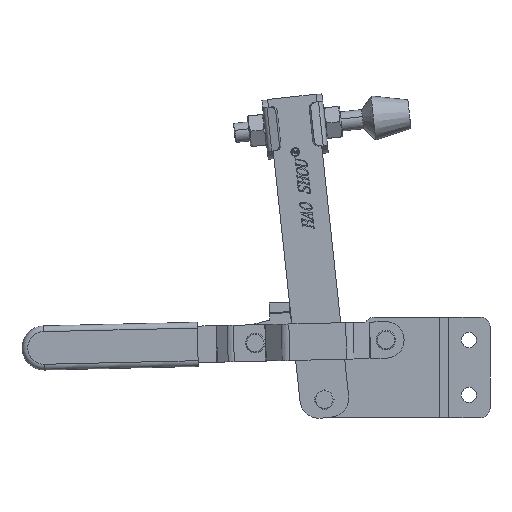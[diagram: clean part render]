
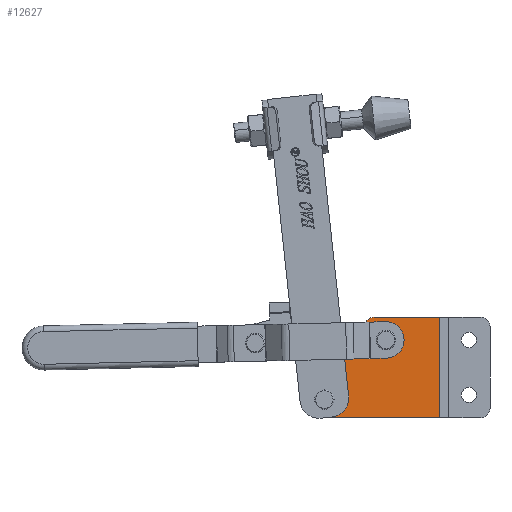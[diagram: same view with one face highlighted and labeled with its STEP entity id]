
A CAD part, left-side view. The second image highlights one B-rep face of the part: STEP entity #12627.
In plain terms, the highlighted planar face has unit normal (-1, 0, 0).
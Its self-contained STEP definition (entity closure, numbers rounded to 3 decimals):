
#934 = ORIENTED_EDGE ( 'NONE', *, *, #25658, .T. ) ;
#935 = ORIENTED_EDGE ( 'NONE', *, *, #25546, .T. ) ;
#936 = ORIENTED_EDGE ( 'NONE', *, *, #25656, .T. ) ;
#937 = ORIENTED_EDGE ( 'NONE', *, *, #25553, .T. ) ;
#938 = ORIENTED_EDGE ( 'NONE', *, *, #25665, .F. ) ;
#939 = ORIENTED_EDGE ( 'NONE', *, *, #25666, .F. ) ;
#940 = ORIENTED_EDGE ( 'NONE', *, *, #25646, .T. ) ;
#941 = ORIENTED_EDGE ( 'NONE', *, *, #25653, .T. ) ;
#942 = ORIENTED_EDGE ( 'NONE', *, *, #25654, .T. ) ;
#943 = ORIENTED_EDGE ( 'NONE', *, *, #25562, .T. ) ;
#944 = ORIENTED_EDGE ( 'NONE', *, *, #25664, .T. ) ;
#1929 = VERTEX_POINT ( 'NONE', #23291 ) ;
#1935 = VERTEX_POINT ( 'NONE', #23297 ) ;
#1938 = VERTEX_POINT ( 'NONE', #23300 ) ;
#1955 = VERTEX_POINT ( 'NONE', #23317 ) ;
#2048 = VERTEX_POINT ( 'NONE', #23410 ) ;
#2072 = VERTEX_POINT ( 'NONE', #23434 ) ;
#2082 = VERTEX_POINT ( 'NONE', #23444 ) ;
#2091 = VERTEX_POINT ( 'NONE', #23453 ) ;
#2094 = VERTEX_POINT ( 'NONE', #23456 ) ;
#2283 = VERTEX_POINT ( 'NONE', #13031 ) ;
#2299 = VERTEX_POINT ( 'NONE', #13030 ) ;
#3470 = EDGE_LOOP ( 'NONE', ( #938, #939, #940, #941, #942, #943, #944 ) ) ;
#3471 = EDGE_LOOP ( 'NONE', ( #936, #937 ) ) ;
#3472 = EDGE_LOOP ( 'NONE', ( #934, #935 ) ) ;
#8868 = CARTESIAN_POINT ( 'NONE',  ( 0., 60.5, 9.5 ) ) ;
#8869 = DIRECTION ( 'NONE',  ( 1., 0., 0. ) ) ;
#8871 = DIRECTION ( 'NONE',  ( 0., 1., 0. ) ) ;
#8885 = CARTESIAN_POINT ( 'NONE',  ( 0., 28.5, 40.5 ) ) ;
#8886 = DIRECTION ( 'NONE',  ( 1., 0., 0. ) ) ;
#8887 = DIRECTION ( 'NONE',  ( 0., 1., 0. ) ) ;
#8904 = CARTESIAN_POINT ( 'NONE',  ( 0., 60.5, 9.5 ) ) ;
#8905 = DIRECTION ( 'NONE',  ( -1., 0., 0. ) ) ;
#8906 = DIRECTION ( 'NONE',  ( 0., 1., 0. ) ) ;
#9075 = CARTESIAN_POINT ( 'NONE',  ( 0., 34.572, 47.4 ) ) ;
#9077 = DIRECTION ( 'NONE',  ( -1., 0., 0. ) ) ;
#9079 = DIRECTION ( 'NONE',  ( 0., 1., 0. ) ) ;
#9085 = CARTESIAN_POINT ( 'NONE',  ( 0., 47.458, 39.822 ) ) ;
#9087 = DIRECTION ( 'NONE',  ( 0., 0.643, -0.766 ) ) ;
#9091 = CARTESIAN_POINT ( 'NONE',  ( 0., 60.5, 9.5 ) ) ;
#9093 = DIRECTION ( 'NONE',  ( -1., 0., 0. ) ) ;
#9095 = DIRECTION ( 'NONE',  ( 0., 1., 0. ) ) ;
#9106 = CARTESIAN_POINT ( 'NONE',  ( 0., 28.5, 40.5 ) ) ;
#9107 = DIRECTION ( 'NONE',  ( 1., 0., 0. ) ) ;
#9108 = DIRECTION ( 'NONE',  ( 0., 1., 0. ) ) ;
#9120 = CARTESIAN_POINT ( 'NONE',  ( 0., 60.5, 9.5 ) ) ;
#9122 = DIRECTION ( 'NONE',  ( 1., 0., 0. ) ) ;
#9124 = DIRECTION ( 'NONE',  ( 0., 1., 0. ) ) ;
#9132 = CARTESIAN_POINT ( 'NONE',  ( 0., 90., 0. ) ) ;
#9146 = DIRECTION ( 'NONE',  ( 0., -1., 0. ) ) ;
#9149 = CARTESIAN_POINT ( 'NONE',  ( 0., 0.5, 52.4 ) ) ;
#9151 = DIRECTION ( 'NONE',  ( 0., 0., -1. ) ) ;
#9152 = CARTESIAN_POINT ( 'NONE',  ( 0., 90., 52.4 ) ) ;
#9154 = DIRECTION ( 'NONE',  ( 0., -1., 0. ) ) ;
#12627 = ADVANCED_FACE ( 'NONE', ( #21156, #21159, #21152 ), #18880, .F. ) ;
#13030 = CARTESIAN_POINT ( 'NONE',  ( 0., 25.3, 40.5 ) ) ;
#13031 = CARTESIAN_POINT ( 'NONE',  ( 0., 57.3, 9.5 ) ) ;
#14297 = CIRCLE ( 'NONE', #15141, 3.2 ) ;
#14377 = CIRCLE ( 'NONE', #15143, 3.2 ) ;
#14382 = CIRCLE ( 'NONE', #15145, 9.5 ) ;
#14442 = CIRCLE ( 'NONE', #15160, 5. ) ;
#14447 = CIRCLE ( 'NONE', #15163, 3.2 ) ;
#14449 = LINE ( 'NONE', #9085, #14452 ) ;
#14451 = CIRCLE ( 'NONE', #15161, 9.5 ) ;
#14452 = VECTOR ( 'NONE', #9087, 1000. ) ;
#14456 = CIRCLE ( 'NONE', #15165, 3.2 ) ;
#14463 = LINE ( 'NONE', #9132, #14468 ) ;
#14467 = LINE ( 'NONE', #9149, #14470 ) ;
#14468 = VECTOR ( 'NONE', #9146, 1000. ) ;
#14469 = LINE ( 'NONE', #9152, #14472 ) ;
#14470 = VECTOR ( 'NONE', #9151, 1000. ) ;
#14472 = VECTOR ( 'NONE', #9154, 1000. ) ;
#14962 = AXIS2_PLACEMENT_3D ( 'NONE', #18878, #18875, #18882 ) ;
#15141 = AXIS2_PLACEMENT_3D ( 'NONE', #8868, #8869, #8871 ) ;
#15143 = AXIS2_PLACEMENT_3D ( 'NONE', #8885, #8886, #8887 ) ;
#15145 = AXIS2_PLACEMENT_3D ( 'NONE', #8904, #8905, #8906 ) ;
#15160 = AXIS2_PLACEMENT_3D ( 'NONE', #9075, #9077, #9079 ) ;
#15161 = AXIS2_PLACEMENT_3D ( 'NONE', #9091, #9093, #9095 ) ;
#15163 = AXIS2_PLACEMENT_3D ( 'NONE', #9106, #9107, #9108 ) ;
#15165 = AXIS2_PLACEMENT_3D ( 'NONE', #9120, #9122, #9124 ) ;
#18875 = DIRECTION ( 'NONE',  ( 1., 0., 0. ) ) ;
#18878 = CARTESIAN_POINT ( 'NONE',  ( 0., 90., 52.4 ) ) ;
#18880 = PLANE ( 'NONE',  #14962 ) ;
#18882 = DIRECTION ( 'NONE',  ( 0., 1., 0. ) ) ;
#21152 = FACE_OUTER_BOUND ( 'NONE', #3470, .T. ) ;
#21156 = FACE_BOUND ( 'NONE', #3472, .T. ) ;
#21159 = FACE_BOUND ( 'NONE', #3471, .T. ) ;
#23291 = CARTESIAN_POINT ( 'NONE',  ( 0., 60.5, 0. ) ) ;
#23297 = CARTESIAN_POINT ( 'NONE',  ( 0., 70., 9.5 ) ) ;
#23300 = CARTESIAN_POINT ( 'NONE',  ( 0., 31.7, 40.5 ) ) ;
#23317 = CARTESIAN_POINT ( 'NONE',  ( 0., 63.7, 9.5 ) ) ;
#23410 = CARTESIAN_POINT ( 'NONE',  ( 0., 67.777, 15.606 ) ) ;
#23434 = CARTESIAN_POINT ( 'NONE',  ( 0., 0.5, 52.4 ) ) ;
#23444 = CARTESIAN_POINT ( 'NONE',  ( 0., 0.5, 0. ) ) ;
#23453 = CARTESIAN_POINT ( 'NONE',  ( 0., 34.572, 52.4 ) ) ;
#23456 = CARTESIAN_POINT ( 'NONE',  ( 0., 38.403, 50.614 ) ) ;
#25546 = EDGE_CURVE ( 'NONE', #2283, #1955, #14297, .T. ) ;
#25553 = EDGE_CURVE ( 'NONE', #2299, #1938, #14377, .T. ) ;
#25562 = EDGE_CURVE ( 'NONE', #1935, #1929, #14382, .T. ) ;
#25646 = EDGE_CURVE ( 'NONE', #2091, #2094, #14442, .T. ) ;
#25653 = EDGE_CURVE ( 'NONE', #2094, #2048, #14449, .T. ) ;
#25654 = EDGE_CURVE ( 'NONE', #2048, #1935, #14451, .T. ) ;
#25656 = EDGE_CURVE ( 'NONE', #1938, #2299, #14447, .T. ) ;
#25658 = EDGE_CURVE ( 'NONE', #1955, #2283, #14456, .T. ) ;
#25664 = EDGE_CURVE ( 'NONE', #1929, #2082, #14463, .T. ) ;
#25665 = EDGE_CURVE ( 'NONE', #2072, #2082, #14467, .T. ) ;
#25666 = EDGE_CURVE ( 'NONE', #2091, #2072, #14469, .T. ) ;
